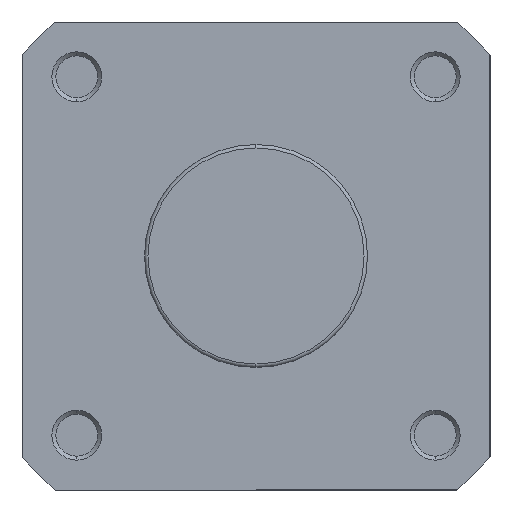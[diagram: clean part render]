
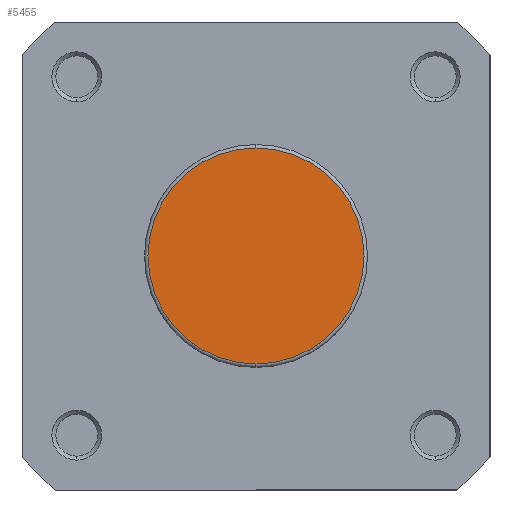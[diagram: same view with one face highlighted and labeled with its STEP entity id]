
A CAD part, left-side view. The second image highlights one B-rep face of the part: STEP entity #5455.
In plain terms, the highlighted planar face has unit normal (-1, 0, 0).
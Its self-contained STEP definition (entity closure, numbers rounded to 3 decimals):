
#5 = CARTESIAN_POINT ( 'NONE',  ( 0., 0., -21.7 ) ) ;
#7 = CARTESIAN_POINT ( 'NONE',  ( 0., 0., 21.7 ) ) ;
#174 = AXIS2_PLACEMENT_3D ( 'NONE', #1087, #1094, #1095 ) ;
#218 = AXIS2_PLACEMENT_3D ( 'NONE', #944, #945, #946 ) ;
#358 = AXIS2_PLACEMENT_3D ( 'NONE', #1583, #1585, #1586 ) ;
#944 = CARTESIAN_POINT ( 'NONE',  ( 0., 0., 0. ) ) ;
#945 = DIRECTION ( 'NONE',  ( -1., 0., 0. ) ) ;
#946 = DIRECTION ( 'NONE',  ( 0., 0., -1. ) ) ;
#1087 = CARTESIAN_POINT ( 'NONE',  ( 0., 0., 0. ) ) ;
#1094 = DIRECTION ( 'NONE',  ( -1., 0., 0. ) ) ;
#1095 = DIRECTION ( 'NONE',  ( 0., 0., -1. ) ) ;
#1583 = CARTESIAN_POINT ( 'NONE',  ( 0., 22.4, 0. ) ) ;
#1584 = PLANE ( 'NONE',  #358 ) ;
#1585 = DIRECTION ( 'NONE',  ( 1., 0., 0. ) ) ;
#1586 = DIRECTION ( 'NONE',  ( 0., 0., -1. ) ) ;
#2220 = VERTEX_POINT ( 'NONE', #7 ) ;
#2222 = VERTEX_POINT ( 'NONE', #5 ) ;
#2457 = EDGE_CURVE ( 'NONE', #2220, #2222, #3085, .T. ) ;
#2516 = EDGE_CURVE ( 'NONE', #2222, #2220, #2828, .T. ) ;
#2828 = CIRCLE ( 'NONE', #174, 21.7 ) ;
#3085 = CIRCLE ( 'NONE', #218, 21.7 ) ;
#3763 = FACE_OUTER_BOUND ( 'NONE', #4867, .T. ) ;
#4265 = ORIENTED_EDGE ( 'NONE', *, *, #2457, .T. ) ;
#4266 = ORIENTED_EDGE ( 'NONE', *, *, #2516, .T. ) ;
#4867 = EDGE_LOOP ( 'NONE', ( #4266, #4265 ) ) ;
#5455 = ADVANCED_FACE ( 'NONE', ( #3763 ), #1584, .F. ) ;
